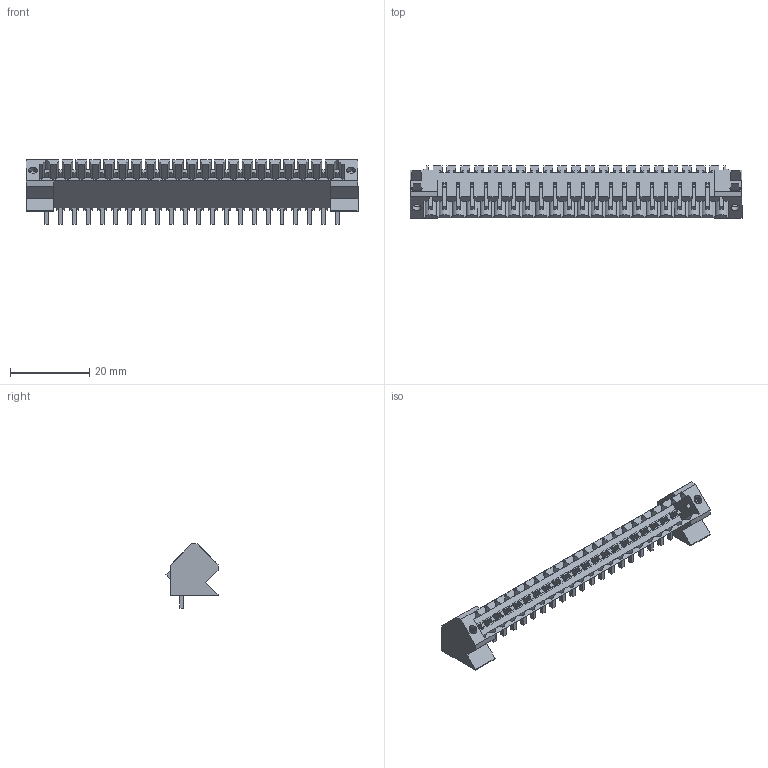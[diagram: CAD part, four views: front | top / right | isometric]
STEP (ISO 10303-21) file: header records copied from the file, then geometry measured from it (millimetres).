
FILE_DESCRIPTION(('CATIA V5 STEP Exchange','CAx-IF Rec.Pracs.--- Model Styling and Organization---1.2---2011-12-15'),'2;1');
FILE_NAME ('D1446380_0_1003720000_1003720000.stp','2018-03-23T12:05:04+00:00',('none'),('Weidmueller'),'CATIA Version 5-6 Release 2014','CATIA V5 STEP AP214','none');
FILE_SCHEMA(('AUTOMOTIVE_DESIGN { 1 0 10303 214 1 1 1 1 }'));
Length unit declared in the file: millimetre
Products named in the file (1): 1003720000
Bounding box: 83.95 x 13.15 x 16.23 mm (x, y, z)
Volume: 3412.8 mm3; surface area: 8353.8 mm2
Topology: 23 solids, 23 shells, 1198 faces, 3639 edges, 2503 vertices
Faces by surface type: plane 1172, cylinder 26
Entity records: 36853 total; most frequent: ORIENTED_EDGE 7278, CARTESIAN_POINT 6680, DIRECTION 4633, EDGE_CURVE 3639, VECTOR 3583, LINE 3583, VERTEX_POINT 2503, EDGE_LOOP 1274
